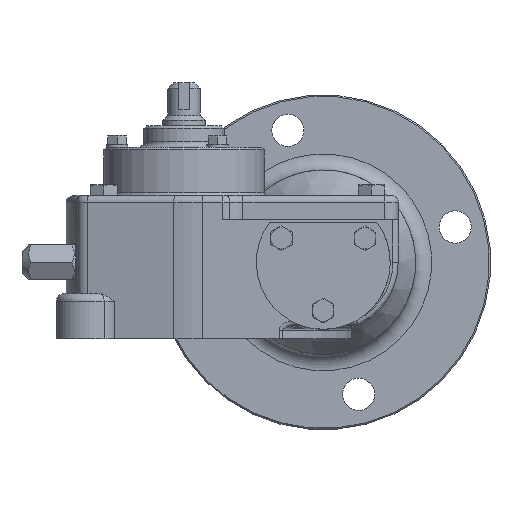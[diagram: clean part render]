
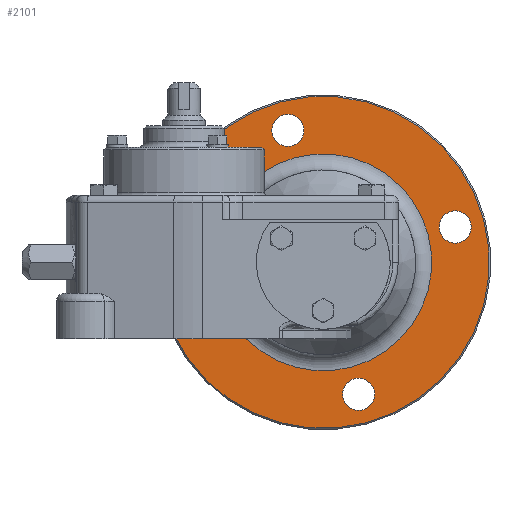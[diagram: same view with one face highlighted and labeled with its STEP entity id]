
A CAD part, left-side view. The second image highlights one B-rep face of the part: STEP entity #2101.
In plain terms, the highlighted planar face has unit normal (-1, 0, 0).
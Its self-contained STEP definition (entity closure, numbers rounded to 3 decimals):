
#2101 = ADVANCED_FACE( '', ( #5284, #5285, #5286, #5287, #5288, #5289 ), #5290, .F. );
#5284 = FACE_OUTER_BOUND( '', #10803, .T. );
#5285 = FACE_BOUND( '', #10804, .T. );
#5286 = FACE_BOUND( '', #10805, .T. );
#5287 = FACE_BOUND( '', #10806, .T. );
#5288 = FACE_BOUND( '', #10807, .T. );
#5289 = FACE_BOUND( '', #10808, .T. );
#5290 = PLANE( '', #10809 );
#10803 = EDGE_LOOP( '', ( #20765 ) );
#10804 = EDGE_LOOP( '', ( #20766 ) );
#10805 = EDGE_LOOP( '', ( #20767 ) );
#10806 = EDGE_LOOP( '', ( #20768 ) );
#10807 = EDGE_LOOP( '', ( #20769 ) );
#10808 = EDGE_LOOP( '', ( #20770 ) );
#10809 = AXIS2_PLACEMENT_3D( '', #20771, #20772, #20773 );
#20765 = ORIENTED_EDGE( '', *, *, #31651, .T. );
#20766 = ORIENTED_EDGE( '', *, *, #31652, .T. );
#20767 = ORIENTED_EDGE( '', *, *, #31653, .T. );
#20768 = ORIENTED_EDGE( '', *, *, #31654, .T. );
#20769 = ORIENTED_EDGE( '', *, *, #31555, .T. );
#20770 = ORIENTED_EDGE( '', *, *, #31655, .T. );
#20771 = CARTESIAN_POINT( '', ( 85., -68.176, -28.77 ) );
#20772 = DIRECTION( '', ( 1., 0., 0. ) );
#20773 = DIRECTION( '', ( 0., 0.259, 0.966 ) );
#31555 = EDGE_CURVE( '', #37307, #37307, #37308, .T. );
#31651 = EDGE_CURVE( '', #37454, #37454, #37455, .F. );
#31652 = EDGE_CURVE( '', #37456, #37456, #37457, .T. );
#31653 = EDGE_CURVE( '', #37458, #37458, #37459, .T. );
#31654 = EDGE_CURVE( '', #37460, #37460, #37461, .T. );
#31655 = EDGE_CURVE( '', #37462, #37462, #37463, .T. );
#37307 = VERTEX_POINT( '', #47385 );
#37308 = CIRCLE( '', #47386, 6. );
#37454 = VERTEX_POINT( '', #47713 );
#37455 = CIRCLE( '', #47714, 62. );
#37456 = VERTEX_POINT( '', #47715 );
#37457 = CIRCLE( '', #47716, 40.5 );
#37458 = VERTEX_POINT( '', #47717 );
#37459 = CIRCLE( '', #47718, 6. );
#37460 = VERTEX_POINT( '', #47719 );
#37461 = CIRCLE( '', #47720, 6. );
#37462 = VERTEX_POINT( '', #47721 );
#37463 = CIRCLE( '', #47722, 6. );
#47385 = CARTESIAN_POINT( '', ( 85., -1.185, 24.196 ) );
#47386 = AXIS2_PLACEMENT_3D( '', #57462, #57463, #57464 );
#47713 = CARTESIAN_POINT( '', ( 85., -35.953, 91.487 ) );
#47714 = AXIS2_PLACEMENT_3D( '', #57563, #57564, #57565 );
#47715 = CARTESIAN_POINT( '', ( 85., -41.518, 70.72 ) );
#47716 = AXIS2_PLACEMENT_3D( '', #57566, #57567, #57568 );
#47717 = CARTESIAN_POINT( '', ( 85., -99.709, 50.595 ) );
#47718 = AXIS2_PLACEMENT_3D( '', #57569, #57570, #57571 );
#47719 = CARTESIAN_POINT( '', ( 85., -63.647, -11.867 ) );
#47720 = AXIS2_PLACEMENT_3D( '', #57572, #57573, #57574 );
#47721 = CARTESIAN_POINT( '', ( 85., -37.247, 86.658 ) );
#47722 = AXIS2_PLACEMENT_3D( '', #57575, #57576, #57577 );
#57462 = CARTESIAN_POINT( '', ( 85., -2.738, 18.4 ) );
#57463 = DIRECTION( '', ( 1., 0., 0. ) );
#57464 = DIRECTION( '', ( 0., 0.259, 0.966 ) );
#57563 = CARTESIAN_POINT( '', ( 85., -52., 31.6 ) );
#57564 = DIRECTION( '', ( 1., 0., 0. ) );
#57565 = DIRECTION( '', ( 0., 0.259, 0.966 ) );
#57566 = CARTESIAN_POINT( '', ( 85., -52., 31.6 ) );
#57567 = DIRECTION( '', ( 1., 0., 0. ) );
#57568 = DIRECTION( '', ( 0., 0.259, 0.966 ) );
#57569 = CARTESIAN_POINT( '', ( 85., -101.262, 44.8 ) );
#57570 = DIRECTION( '', ( 1., 0., 0. ) );
#57571 = DIRECTION( '', ( 0., 0.259, 0.966 ) );
#57572 = CARTESIAN_POINT( '', ( 85., -65.2, -17.662 ) );
#57573 = DIRECTION( '', ( 1., 0., 0. ) );
#57574 = DIRECTION( '', ( 0., 0.259, 0.966 ) );
#57575 = CARTESIAN_POINT( '', ( 85., -38.8, 80.862 ) );
#57576 = DIRECTION( '', ( 1., 0., 0. ) );
#57577 = DIRECTION( '', ( 0., 0.259, 0.966 ) );
